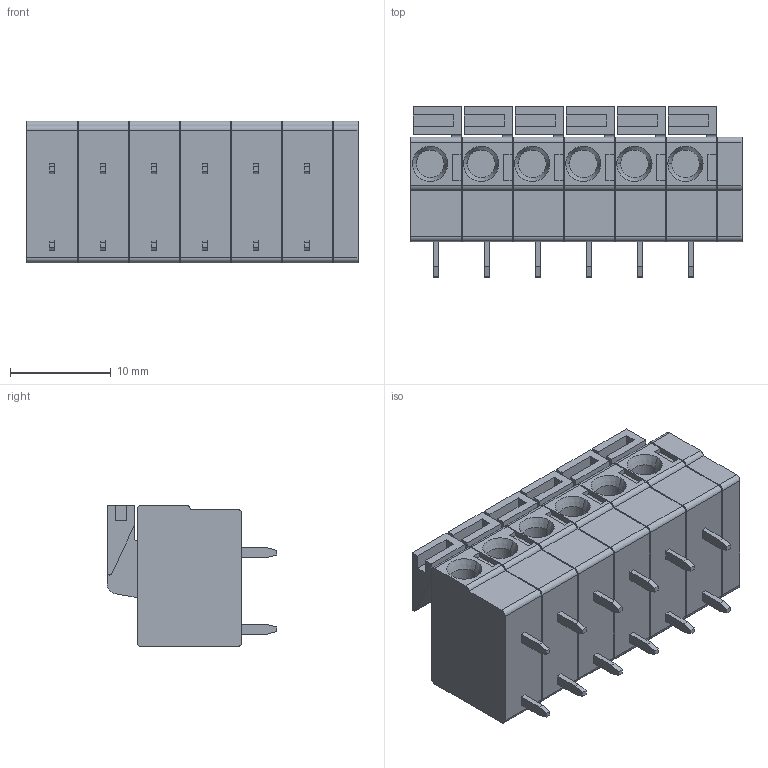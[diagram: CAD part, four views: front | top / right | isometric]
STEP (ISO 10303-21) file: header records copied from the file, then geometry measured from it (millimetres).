
FILE_DESCRIPTION (( 'STEP AP214' ), '1' );
FILE_NAME ('DG142R-5-5.08.STEP', '2017-11-17T23:02:50', ( '' ), ( '' ), 'SwSTEP 2.0', 'SolidWorks 2016', '' );
FILE_SCHEMA (( 'AUTOMOTIVE_DESIGN' ));
Length unit declared in the file: millimetre
Products named in the file (1): DG142R-5-5.08
Bounding box: 33.02 x 16.9 x 14.1 mm (x, y, z)
Volume: 4682 mm3; surface area: 5127.9 mm2
Topology: 25 solids, 25 shells, 360 faces, 900 edges, 596 vertices
Faces by surface type: plane 283, cylinder 65, cone 12
Entity records: 11804 total; most frequent: CARTESIAN_POINT 1857, ORIENTED_EDGE 1800, DIRECTION 1764, EDGE_CURVE 900, VECTOR 758, LINE 758, VERTEX_POINT 596, AXIS2_PLACEMENT_3D 503
